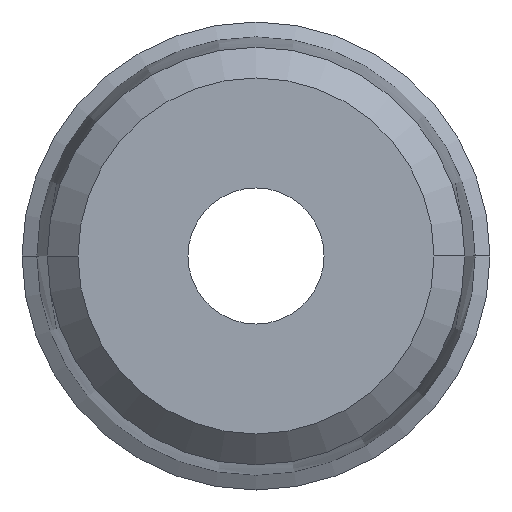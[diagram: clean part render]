
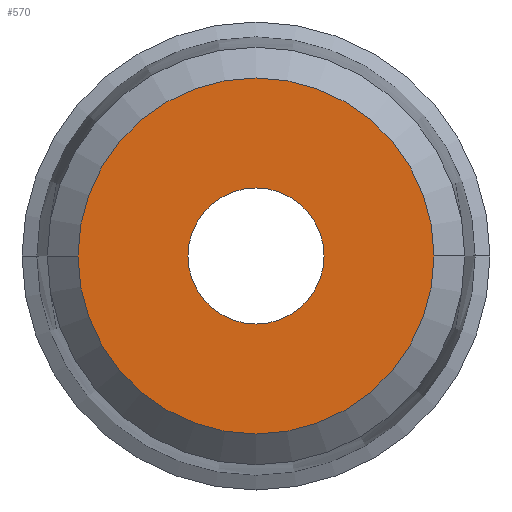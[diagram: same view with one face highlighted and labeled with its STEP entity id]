
A CAD part, front view. The second image highlights one B-rep face of the part: STEP entity #570.
In plain terms, the highlighted planar face has unit normal (0, -1, 0).
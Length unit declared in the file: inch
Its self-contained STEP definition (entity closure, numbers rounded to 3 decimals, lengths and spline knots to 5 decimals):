
#7 = AXIS2_PLACEMENT_3D ( 'NONE', #1914, #1911, #1821 ) ;
#18 = EDGE_CURVE ( 'NONE', #1856, #135, #1454, .T. ) ;
#23 = AXIS2_PLACEMENT_3D ( 'NONE', #1233, #274, #1393 ) ;
#64 = ORIENTED_EDGE ( 'NONE', *, *, #1571, .T. ) ;
#135 = VERTEX_POINT ( 'NONE', #1973 ) ;
#220 = CARTESIAN_POINT ( 'NONE',  ( 0., 0., 0. ) ) ;
#274 = DIRECTION ( 'NONE',  ( 0., 1., 0. ) ) ;
#381 = DIRECTION ( 'NONE',  ( -1., 0., 0. ) ) ;
#479 = DIRECTION ( 'NONE',  ( -1., 0., 0. ) ) ;
#484 = DIRECTION ( 'NONE',  ( 0., 1., 0. ) ) ;
#487 = CARTESIAN_POINT ( 'NONE',  ( -0.16474, 0., 0. ) ) ;
#492 = CARTESIAN_POINT ( 'NONE',  ( 0., 0., 0. ) ) ;
#570 = ADVANCED_FACE ( 'NONE', ( #1143, #1140 ), #2057, .T. ) ;
#672 = EDGE_LOOP ( 'NONE', ( #1422, #1822 ) ) ;
#761 = EDGE_CURVE ( 'NONE', #954, #1318, #1062, .T. ) ;
#859 = EDGE_LOOP ( 'NONE', ( #64, #1992 ) ) ;
#886 = CARTESIAN_POINT ( 'NONE',  ( 0.06299, 0., 0. ) ) ;
#954 = VERTEX_POINT ( 'NONE', #1459 ) ;
#1010 = AXIS2_PLACEMENT_3D ( 'NONE', #1505, #1439, #1485 ) ;
#1062 = CIRCLE ( 'NONE', #1843, 0.16474 ) ;
#1140 = FACE_OUTER_BOUND ( 'NONE', #672, .T. ) ;
#1143 = FACE_BOUND ( 'NONE', #859, .T. ) ;
#1233 = CARTESIAN_POINT ( 'NONE',  ( 0., 0., 0. ) ) ;
#1318 = VERTEX_POINT ( 'NONE', #487 ) ;
#1351 = DIRECTION ( 'NONE',  ( 0., 1., 0. ) ) ;
#1393 = DIRECTION ( 'NONE',  ( -1., 0., 0. ) ) ;
#1411 = EDGE_CURVE ( 'NONE', #1318, #954, #1926, .T. ) ;
#1422 = ORIENTED_EDGE ( 'NONE', *, *, #1411, .F. ) ;
#1439 = DIRECTION ( 'NONE',  ( 0., 1., 0. ) ) ;
#1454 = CIRCLE ( 'NONE', #1010, 0.06299 ) ;
#1459 = CARTESIAN_POINT ( 'NONE',  ( 0.16474, 0., 0. ) ) ;
#1485 = DIRECTION ( 'NONE',  ( -1., 0., 0. ) ) ;
#1505 = CARTESIAN_POINT ( 'NONE',  ( 0., 0., 0. ) ) ;
#1516 = AXIS2_PLACEMENT_3D ( 'NONE', #220, #1351, #381 ) ;
#1571 = EDGE_CURVE ( 'NONE', #135, #1856, #1610, .T. ) ;
#1610 = CIRCLE ( 'NONE', #23, 0.06299 ) ;
#1821 = DIRECTION ( 'NONE',  ( 0., 0., -1. ) ) ;
#1822 = ORIENTED_EDGE ( 'NONE', *, *, #761, .F. ) ;
#1843 = AXIS2_PLACEMENT_3D ( 'NONE', #492, #484, #479 ) ;
#1856 = VERTEX_POINT ( 'NONE', #886 ) ;
#1911 = DIRECTION ( 'NONE',  ( 0., -1., 0. ) ) ;
#1914 = CARTESIAN_POINT ( 'NONE',  ( -0.11387, 0., 0. ) ) ;
#1926 = CIRCLE ( 'NONE', #1516, 0.16474 ) ;
#1973 = CARTESIAN_POINT ( 'NONE',  ( -0.06299, 0., 0. ) ) ;
#1992 = ORIENTED_EDGE ( 'NONE', *, *, #18, .T. ) ;
#2057 = PLANE ( 'NONE',  #7 ) ;
